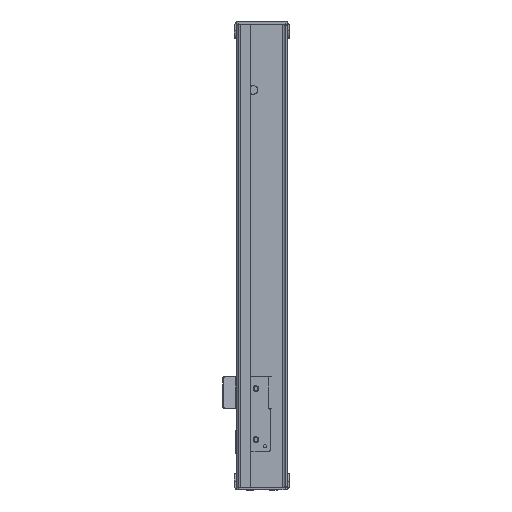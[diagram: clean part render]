
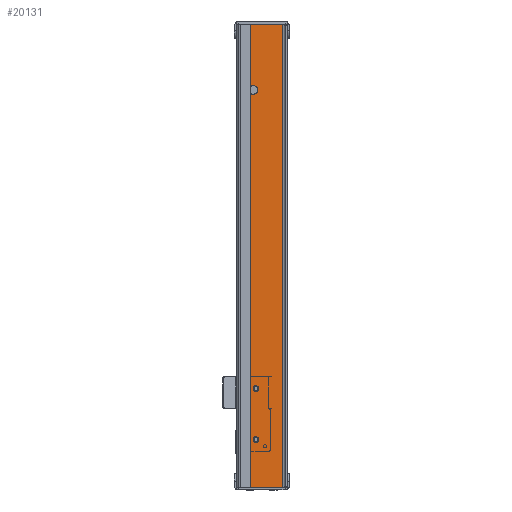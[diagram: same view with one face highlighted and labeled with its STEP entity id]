
A CAD part, front view. The second image highlights one B-rep face of the part: STEP entity #20131.
In plain terms, the highlighted planar face has unit normal (0, -1, 0).
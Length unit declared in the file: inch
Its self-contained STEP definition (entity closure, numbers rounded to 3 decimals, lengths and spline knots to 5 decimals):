
#1041 = EDGE_CURVE ( 'NONE', #82831, #12714, #45510, .T. ) ;
#5547 = DIRECTION ( 'NONE',  ( 0., 1., 0. ) ) ;
#7556 = CARTESIAN_POINT ( 'NONE',  ( 2.625, 1.375, 0. ) ) ;
#10104 = CARTESIAN_POINT ( 'NONE',  ( 0.125, 1.375, 0. ) ) ;
#10396 = DIRECTION ( 'NONE',  ( 0., 0., -1. ) ) ;
#10830 = CARTESIAN_POINT ( 'NONE',  ( 1.035, 1.375, -21.47 ) ) ;
#11902 = ORIENTED_EDGE ( 'NONE', *, *, #49342, .T. ) ;
#12714 = VERTEX_POINT ( 'NONE', #16899 ) ;
#13239 = ORIENTED_EDGE ( 'NONE', *, *, #46343, .T. ) ;
#13573 = AXIS2_PLACEMENT_3D ( 'NONE', #37760, #5547, #57491 ) ;
#13763 = VERTEX_POINT ( 'NONE', #7556 ) ;
#16456 = DIRECTION ( 'NONE',  ( 0., -1., 0. ) ) ;
#16600 = EDGE_CURVE ( 'NONE', #65149, #13763, #78187, .T. ) ;
#16899 = CARTESIAN_POINT ( 'NONE',  ( 0.125, 1.375, -27.3125 ) ) ;
#16981 = EDGE_CURVE ( 'NONE', #65149, #12714, #49763, .T. ) ;
#17148 = EDGE_LOOP ( 'NONE', ( #79578 ) ) ;
#17523 = DIRECTION ( 'NONE',  ( -1., 0., 0. ) ) ;
#18201 = CARTESIAN_POINT ( 'NONE',  ( 0.875, 1.375, -3.875 ) ) ;
#20131 = ADVANCED_FACE ( 'NONE', ( #34298, #31433, #45539, #60411 ), #57958, .T. ) ;
#21839 = EDGE_CURVE ( 'NONE', #23801, #23801, #37941, .T. ) ;
#22872 = CARTESIAN_POINT ( 'NONE',  ( 1.035, 1.375, -21.6265 ) ) ;
#23238 = DIRECTION ( 'NONE',  ( 0., 0., -1. ) ) ;
#23801 = VERTEX_POINT ( 'NONE', #43386 ) ;
#26120 = DIRECTION ( 'NONE',  ( 0., 0., 1. ) ) ;
#28067 = CIRCLE ( 'NONE', #83747, 0.2655 ) ;
#30908 = DIRECTION ( 'NONE',  ( -1., 0., 0. ) ) ;
#31433 = FACE_BOUND ( 'NONE', #82386, .T. ) ;
#31792 = AXIS2_PLACEMENT_3D ( 'NONE', #10104, #16456, #23238 ) ;
#33077 = DIRECTION ( 'NONE',  ( 0., 0., -1. ) ) ;
#34298 = FACE_BOUND ( 'NONE', #17148, .T. ) ;
#34996 = VECTOR ( 'NONE', #33077, 39.37008 ) ;
#37111 = DIRECTION ( 'NONE',  ( 0., 1., 0. ) ) ;
#37760 = CARTESIAN_POINT ( 'NONE',  ( 1.035, 1.375, -24.47 ) ) ;
#37941 = CIRCLE ( 'NONE', #13573, 0.1565 ) ;
#38162 = DIRECTION ( 'NONE',  ( 0., 1., 0. ) ) ;
#38582 = ORIENTED_EDGE ( 'NONE', *, *, #1041, .T. ) ;
#38859 = EDGE_CURVE ( 'NONE', #43282, #43282, #70883, .T. ) ;
#39437 = VECTOR ( 'NONE', #17523, 39.37008 ) ;
#39541 = EDGE_LOOP ( 'NONE', ( #13239 ) ) ;
#41110 = VERTEX_POINT ( 'NONE', #66708 ) ;
#41939 = ORIENTED_EDGE ( 'NONE', *, *, #16981, .F. ) ;
#43282 = VERTEX_POINT ( 'NONE', #22872 ) ;
#43386 = CARTESIAN_POINT ( 'NONE',  ( 1.035, 1.375, -24.6265 ) ) ;
#45510 = LINE ( 'NONE', #65961, #34996 ) ;
#45539 = FACE_BOUND ( 'NONE', #39541, .T. ) ;
#46343 = EDGE_CURVE ( 'NONE', #41110, #41110, #28067, .T. ) ;
#48791 = VECTOR ( 'NONE', #26120, 39.37008 ) ;
#49342 = EDGE_CURVE ( 'NONE', #13763, #82831, #81937, .T. ) ;
#49763 = LINE ( 'NONE', #83012, #62594 ) ;
#51341 = CARTESIAN_POINT ( 'NONE',  ( 2.625, 1.375, 0. ) ) ;
#51462 = DIRECTION ( 'NONE',  ( 0., 0., -1. ) ) ;
#56341 = CARTESIAN_POINT ( 'NONE',  ( 1.375, 1.375, 0. ) ) ;
#57491 = DIRECTION ( 'NONE',  ( 0., 0., -1. ) ) ;
#57518 = ORIENTED_EDGE ( 'NONE', *, *, #16600, .T. ) ;
#57958 = PLANE ( 'NONE',  #31792 ) ;
#59613 = EDGE_LOOP ( 'NONE', ( #57518, #11902, #38582, #41939 ) ) ;
#60411 = FACE_OUTER_BOUND ( 'NONE', #59613, .T. ) ;
#62594 = VECTOR ( 'NONE', #30908, 39.37008 ) ;
#63255 = ORIENTED_EDGE ( 'NONE', *, *, #38859, .T. ) ;
#65149 = VERTEX_POINT ( 'NONE', #68764 ) ;
#65211 = CARTESIAN_POINT ( 'NONE',  ( 0.125, 1.375, 0. ) ) ;
#65961 = CARTESIAN_POINT ( 'NONE',  ( 0.125, 1.375, 0. ) ) ;
#66708 = CARTESIAN_POINT ( 'NONE',  ( 0.875, 1.375, -4.1405 ) ) ;
#68764 = CARTESIAN_POINT ( 'NONE',  ( 2.625, 1.375, -27.3125 ) ) ;
#70883 = CIRCLE ( 'NONE', #80414, 0.1565 ) ;
#78187 = LINE ( 'NONE', #51341, #48791 ) ;
#79578 = ORIENTED_EDGE ( 'NONE', *, *, #21839, .T. ) ;
#80414 = AXIS2_PLACEMENT_3D ( 'NONE', #10830, #37111, #10396 ) ;
#81937 = LINE ( 'NONE', #56341, #39437 ) ;
#82386 = EDGE_LOOP ( 'NONE', ( #63255 ) ) ;
#82831 = VERTEX_POINT ( 'NONE', #65211 ) ;
#83012 = CARTESIAN_POINT ( 'NONE',  ( 1.375, 1.375, -27.3125 ) ) ;
#83747 = AXIS2_PLACEMENT_3D ( 'NONE', #18201, #38162, #51462 ) ;
